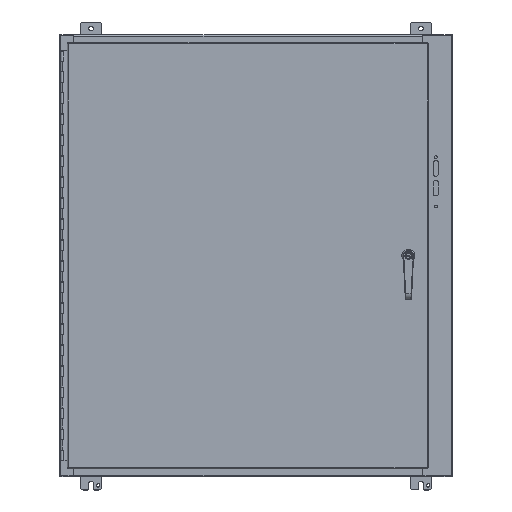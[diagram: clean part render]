
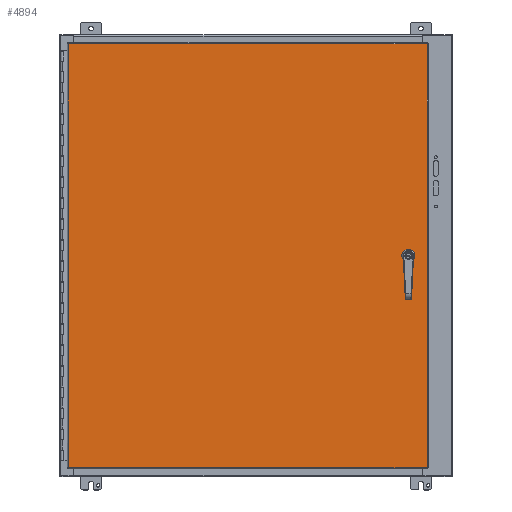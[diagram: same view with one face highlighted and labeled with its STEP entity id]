
A CAD part, top view. The second image highlights one B-rep face of the part: STEP entity #4894.
In plain terms, the highlighted planar face has unit normal (0, 0, 1).
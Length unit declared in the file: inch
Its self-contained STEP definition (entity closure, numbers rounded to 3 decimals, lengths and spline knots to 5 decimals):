
#3417=CARTESIAN_POINT('',(32.05725,20.03738,0.074));
#3418=VERTEX_POINT('',#3417);
#3425=CARTESIAN_POINT('',(32.24463,19.85,0.074));
#3426=VERTEX_POINT('',#3425);
#3427=CARTESIAN_POINT('',(32.45725,20.25,0.074));
#3428=DIRECTION('',(0.0,0.0,-1.0));
#3429=DIRECTION('',(0.883,0.469,0.0));
#3430=AXIS2_PLACEMENT_3D('',#3427,#3428,#3429);
#3431=CIRCLE('',#3430,0.453);
#3432=EDGE_CURVE('',#3426,#3418,#3431,.T.);
#3457=CARTESIAN_POINT('',(32.66987,19.85,0.074));
#3458=VERTEX_POINT('',#3457);
#3459=CARTESIAN_POINT('',(32.66987,19.85,0.074));
#3460=DIRECTION('',(-1.0,0.0,0.0));
#3461=VECTOR('',#3460,0.42525);
#3462=LINE('',#3459,#3461);
#3463=EDGE_CURVE('',#3458,#3426,#3462,.T.);
#3489=CARTESIAN_POINT('',(32.85725,20.03738,0.074));
#3490=VERTEX_POINT('',#3489);
#3491=CARTESIAN_POINT('',(32.45725,20.25,0.074));
#3492=DIRECTION('',(0.0,0.0,-1.0));
#3493=DIRECTION('',(-0.469,0.883,0.0));
#3494=AXIS2_PLACEMENT_3D('',#3491,#3492,#3493);
#3495=CIRCLE('',#3494,0.453);
#3496=EDGE_CURVE('',#3490,#3458,#3495,.T.);
#3521=CARTESIAN_POINT('',(32.85725,20.46262,0.074));
#3522=VERTEX_POINT('',#3521);
#3523=CARTESIAN_POINT('',(32.85725,20.46262,0.074));
#3524=DIRECTION('',(0.0,-1.0,0.0));
#3525=VECTOR('',#3524,0.42525);
#3526=LINE('',#3523,#3525);
#3527=EDGE_CURVE('',#3522,#3490,#3526,.T.);
#3553=CARTESIAN_POINT('',(32.66987,20.65,0.074));
#3554=VERTEX_POINT('',#3553);
#3555=CARTESIAN_POINT('',(32.45725,20.25,0.074));
#3556=DIRECTION('',(0.0,0.0,-1.0));
#3557=DIRECTION('',(-0.883,-0.469,0.0));
#3558=AXIS2_PLACEMENT_3D('',#3555,#3556,#3557);
#3559=CIRCLE('',#3558,0.453);
#3560=EDGE_CURVE('',#3554,#3522,#3559,.T.);
#3585=CARTESIAN_POINT('',(32.24463,20.65,0.074));
#3586=VERTEX_POINT('',#3585);
#3587=CARTESIAN_POINT('',(32.24463,20.65,0.074));
#3588=DIRECTION('',(1.0,0.0,0.0));
#3589=VECTOR('',#3588,0.42525);
#3590=LINE('',#3587,#3589);
#3591=EDGE_CURVE('',#3586,#3554,#3590,.T.);
#3617=CARTESIAN_POINT('',(32.05725,20.46262,0.074));
#3618=VERTEX_POINT('',#3617);
#3619=CARTESIAN_POINT('',(32.45725,20.25,0.074));
#3620=DIRECTION('',(0.0,0.0,-1.0));
#3621=DIRECTION('',(0.469,-0.883,0.0));
#3622=AXIS2_PLACEMENT_3D('',#3619,#3620,#3621);
#3623=CIRCLE('',#3622,0.453);
#3624=EDGE_CURVE('',#3618,#3586,#3623,.T.);
#3647=CARTESIAN_POINT('',(32.05725,20.03738,0.074));
#3648=DIRECTION('',(0.0,1.0,0.0));
#3649=VECTOR('',#3648,0.42525);
#3650=LINE('',#3647,#3649);
#3651=EDGE_CURVE('',#3418,#3618,#3650,.T.);
#3871=CARTESIAN_POINT('',(34.2385,40.39475,0.074));
#3872=VERTEX_POINT('',#3871);
#3883=CARTESIAN_POINT('',(34.2385,0.10525,0.074));
#3884=VERTEX_POINT('',#3883);
#3885=CARTESIAN_POINT('',(34.2385,0.10525,0.074));
#3886=DIRECTION('',(0.0,1.0,0.0));
#3887=VECTOR('',#3886,40.2895);
#3888=LINE('',#3885,#3887);
#3889=EDGE_CURVE('',#3884,#3872,#3888,.T.);
#4151=CARTESIAN_POINT('',(0.10525,40.39475,0.074));
#4152=VERTEX_POINT('',#4151);
#4163=CARTESIAN_POINT('',(34.2385,40.39475,0.074));
#4164=DIRECTION('',(-1.0,0.0,0.0));
#4165=VECTOR('',#4164,34.13325);
#4166=LINE('',#4163,#4165);
#4167=EDGE_CURVE('',#3872,#4152,#4166,.T.);
#4422=CARTESIAN_POINT('',(0.10525,0.10525,0.074));
#4423=VERTEX_POINT('',#4422);
#4434=CARTESIAN_POINT('',(0.10525,40.39475,0.074));
#4435=DIRECTION('',(0.0,-1.0,0.0));
#4436=VECTOR('',#4435,40.2895);
#4437=LINE('',#4434,#4436);
#4438=EDGE_CURVE('',#4152,#4423,#4437,.T.);
#4636=CARTESIAN_POINT('',(0.10525,0.10525,0.074));
#4637=DIRECTION('',(1.0,0.0,0.0));
#4638=VECTOR('',#4637,34.13325);
#4639=LINE('',#4636,#4638);
#4640=EDGE_CURVE('',#4423,#3884,#4639,.T.);
#4873=CARTESIAN_POINT('',(17.17187,20.25,0.074));
#4874=DIRECTION('',(0.0,0.0,1.0));
#4875=DIRECTION('',(1.0,0.0,0.0));
#4876=AXIS2_PLACEMENT_3D('',#4873,#4874,#4875);
#4877=PLANE('',#4876);
#4878=ORIENTED_EDGE('',*,*,#3889,.T.);
#4879=ORIENTED_EDGE('',*,*,#4167,.T.);
#4880=ORIENTED_EDGE('',*,*,#4438,.T.);
#4881=ORIENTED_EDGE('',*,*,#4640,.T.);
#4882=EDGE_LOOP('',(#4878,#4879,#4880,#4881));
#4883=FACE_OUTER_BOUND('',#4882,.T.);
#4884=ORIENTED_EDGE('',*,*,#3432,.T.);
#4885=ORIENTED_EDGE('',*,*,#3651,.T.);
#4886=ORIENTED_EDGE('',*,*,#3624,.T.);
#4887=ORIENTED_EDGE('',*,*,#3591,.T.);
#4888=ORIENTED_EDGE('',*,*,#3560,.T.);
#4889=ORIENTED_EDGE('',*,*,#3527,.T.);
#4890=ORIENTED_EDGE('',*,*,#3496,.T.);
#4891=ORIENTED_EDGE('',*,*,#3463,.T.);
#4892=EDGE_LOOP('',(#4884,#4885,#4886,#4887,#4888,#4889,#4890,#4891));
#4893=FACE_BOUND('',#4892,.T.);
#4894=ADVANCED_FACE('',(#4883,#4893),#4877,.T.);
